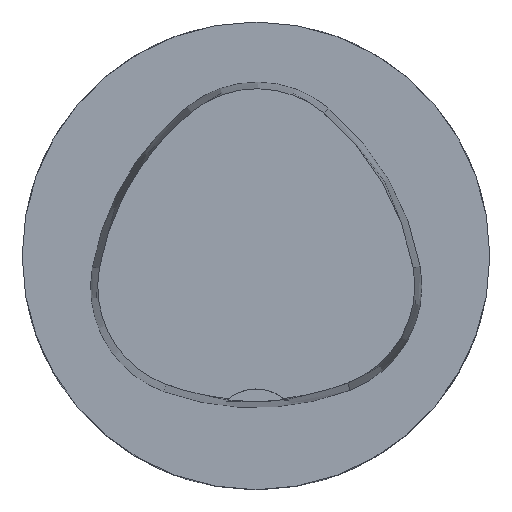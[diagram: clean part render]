
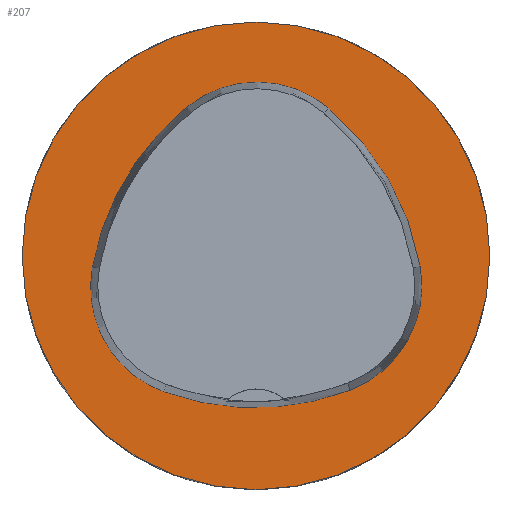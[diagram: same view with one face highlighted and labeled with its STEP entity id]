
A CAD part, top view. The second image highlights one B-rep face of the part: STEP entity #207.
In plain terms, the highlighted planar face has unit normal (0, 0, 1).
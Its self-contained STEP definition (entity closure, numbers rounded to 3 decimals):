
#207=ADVANCED_FACE('',(#293,#294),#258,.T.);
#258=PLANE('',#948);
#293=FACE_BOUND('',#380,.T.);
#294=FACE_BOUND('',#381,.T.);
#380=EDGE_LOOP('',(#542,#543,#544,#545,#546,#547));
#381=EDGE_LOOP('',(#548));
#542=ORIENTED_EDGE('',*,*,#764,.T.);
#543=ORIENTED_EDGE('',*,*,#765,.T.);
#544=ORIENTED_EDGE('',*,*,#766,.T.);
#545=ORIENTED_EDGE('',*,*,#767,.T.);
#546=ORIENTED_EDGE('',*,*,#768,.T.);
#547=ORIENTED_EDGE('',*,*,#769,.T.);
#548=ORIENTED_EDGE('',*,*,#742,.F.);
#660=VERTEX_POINT('',#1429);
#673=VERTEX_POINT('',#1485);
#674=VERTEX_POINT('',#1486);
#675=VERTEX_POINT('',#1488);
#676=VERTEX_POINT('',#1490);
#677=VERTEX_POINT('',#1492);
#678=VERTEX_POINT('',#1494);
#742=EDGE_CURVE('',#660,#660,#815,.T.);
#764=EDGE_CURVE('',#673,#674,#819,.T.);
#765=EDGE_CURVE('',#674,#675,#820,.T.);
#766=EDGE_CURVE('',#675,#676,#821,.T.);
#767=EDGE_CURVE('',#676,#677,#822,.T.);
#768=EDGE_CURVE('',#677,#678,#823,.T.);
#769=EDGE_CURVE('',#678,#673,#824,.T.);
#815=CIRCLE('',#919,31.5);
#819=CIRCLE('',#942,15.);
#820=CIRCLE('',#943,36.);
#821=CIRCLE('',#944,15.);
#822=CIRCLE('',#945,36.);
#823=CIRCLE('',#946,15.);
#824=CIRCLE('',#947,36.);
#919=AXIS2_PLACEMENT_3D('',#1428,#1098,#1099);
#942=AXIS2_PLACEMENT_3D('',#1484,#1156,#1157);
#943=AXIS2_PLACEMENT_3D('',#1487,#1158,#1159);
#944=AXIS2_PLACEMENT_3D('',#1489,#1160,#1161);
#945=AXIS2_PLACEMENT_3D('',#1491,#1162,#1163);
#946=AXIS2_PLACEMENT_3D('',#1493,#1164,#1165);
#947=AXIS2_PLACEMENT_3D('',#1495,#1166,#1167);
#948=AXIS2_PLACEMENT_3D('',#1496,#1168,#1169);
#1098=DIRECTION('',(0.,0.,-1.));
#1099=DIRECTION('',(-1.,0.,0.));
#1156=DIRECTION('',(0.,0.,-1.));
#1157=DIRECTION('',(-1.,0.,0.));
#1158=DIRECTION('',(0.,0.,-1.));
#1159=DIRECTION('',(-1.,0.,0.));
#1160=DIRECTION('',(0.,0.,-1.));
#1161=DIRECTION('',(-1.,0.,0.));
#1162=DIRECTION('',(0.,0.,-1.));
#1163=DIRECTION('',(-1.,0.,0.));
#1164=DIRECTION('',(0.,0.,-1.));
#1165=DIRECTION('',(-1.,0.,0.));
#1166=DIRECTION('',(0.,0.,-1.));
#1167=DIRECTION('',(-1.,0.,0.));
#1168=DIRECTION('',(0.,0.,1.));
#1169=DIRECTION('',(1.,0.,0.));
#1428=CARTESIAN_POINT('',(0.,0.,0.));
#1429=CARTESIAN_POINT('',(-31.5,0.,0.));
#1484=CARTESIAN_POINT('',(-7.275,-4.2,0.));
#1485=CARTESIAN_POINT('',(-12.373,-18.307,0.));
#1486=CARTESIAN_POINT('',(-22.041,-1.562,0.));
#1487=CARTESIAN_POINT('',(13.398,-7.893,0.));
#1488=CARTESIAN_POINT('',(-9.317,20.036,0.));
#1489=CARTESIAN_POINT('',(0.148,8.399,0.));
#1490=CARTESIAN_POINT('',(9.779,19.898,0.));
#1491=CARTESIAN_POINT('',(-13.337,-7.7,0.));
#1492=CARTESIAN_POINT('',(22.122,-1.48,0.));
#1493=CARTESIAN_POINT('',(7.347,-4.071,0.));
#1494=CARTESIAN_POINT('',(12.693,-18.087,0.));
#1495=CARTESIAN_POINT('',(-0.137,15.55,0.));
#1496=CARTESIAN_POINT('',(0.,0.,0.));
